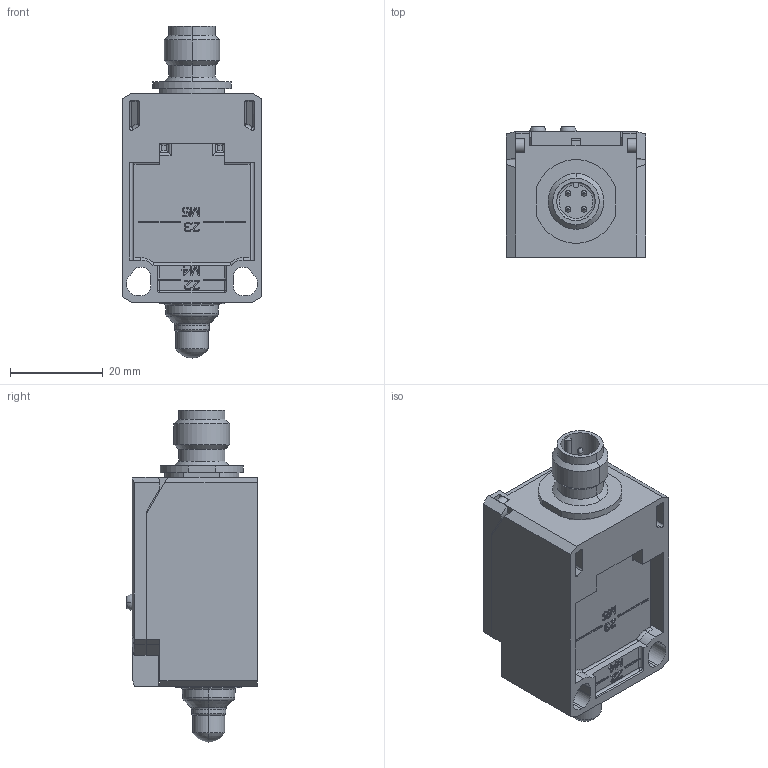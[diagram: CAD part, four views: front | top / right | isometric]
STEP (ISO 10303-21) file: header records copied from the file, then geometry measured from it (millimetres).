
FILE_DESCRIPTION((''),'2;1');
FILE_NAME('6073401018_SW0001','2010-07-06T',('T.Romberg'),(''),'PRO/ENGINEER BY PARAMETRIC TECHNOLOGY CORPORATION, 2005070','PRO/ENGINEER BY PARAMETRIC TECHNOLOGY CORPORATION, 2005070','');
FILE_SCHEMA(('AUTOMOTIVE_DESIGN_CC2 { 1 2 10303 214 -1 1 5 2 }'));
Length unit declared in the file: millimetre
Products named in the file (1): 6073401018_SW0001
Bounding box: 30 x 28.2 x 71.5 mm (x, y, z)
Surface area: 18387.9 mm2 (no closed solid volume)
Topology: 0 solids, 16 shells, 1050 faces, 2859 edges, 1832 vertices
Faces by surface type: plane 687, cylinder 237, sphere 70, cone 28, torus 20, bspline 8
Entity records: 50532 total; most frequent: CARTESIAN_POINT 6258, ORIENTED_EDGE 5522, DIRECTION 5500, PRESENTATION_STYLE_ASSIGNMENT 3891, STYLED_ITEM 2856, CURVE_STYLE 2845, EDGE_CURVE 2845, VECTOR 2194
